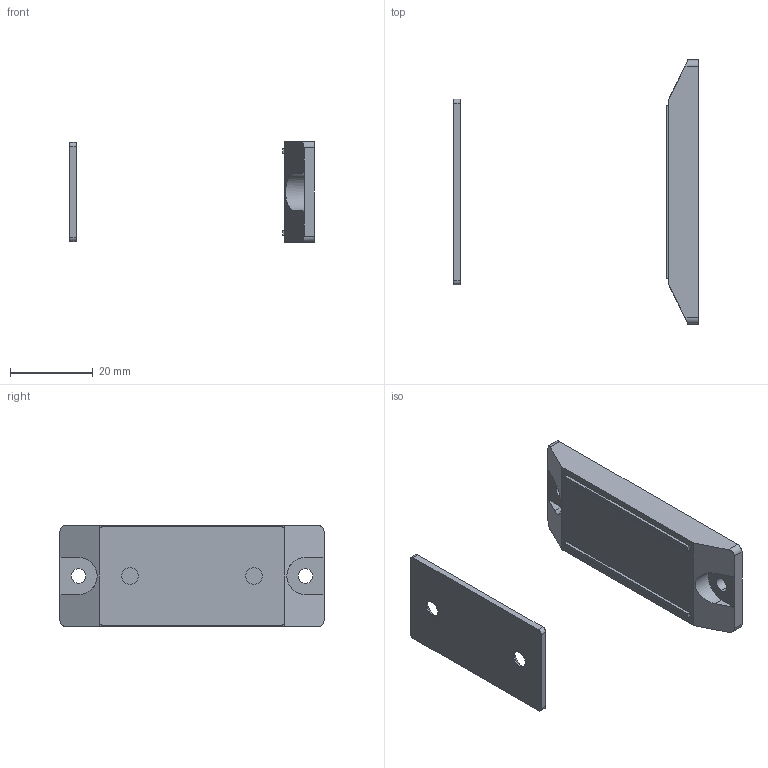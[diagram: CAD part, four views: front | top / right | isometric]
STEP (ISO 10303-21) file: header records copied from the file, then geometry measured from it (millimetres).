
FILE_DESCRIPTION (( 'STEP AP203' ), '1' );
FILE_NAME ('C-91-1-ivory.STEP', '2008-12-05T05:38:58', ( ' ' ), ( ' ' ), 'SwSTEP 2.0', 'SolidWorks 2007', '' );
FILE_SCHEMA (( 'CONFIG_CONTROL_DESIGN' ));
Length unit declared in the file: millimetre
Products named in the file (4): C-91-1-ivory; C-91-1働乕僗__棉太倌; C-91-1儓乕僋__棉太倌; C-91-1庴斅__棉太倌
Assembly tree (4 placements, depth 2):
  C-91-1-ivory
    C-91-1働乕僗__棉太倌
    C-91-1庴斅__棉太倌
    C-91-1儓乕僋__棉太倌  x2
Bounding box: 59.3 x 64 x 24.5 mm (x, y, z)
Volume: 11476.2 mm3; surface area: 7596.4 mm2
Topology: 4 solids, 4 shells, 64 faces, 154 edges, 100 vertices
Faces by surface type: plane 42, cylinder 18, cone 4
Entity records: 2158 total; most frequent: CARTESIAN_POINT 317, DIRECTION 300, ORIENTED_EDGE 284, EDGE_CURVE 142, VECTOR 102, LINE 102, AXIS2_PLACEMENT_3D 99, VERTEX_POINT 92
